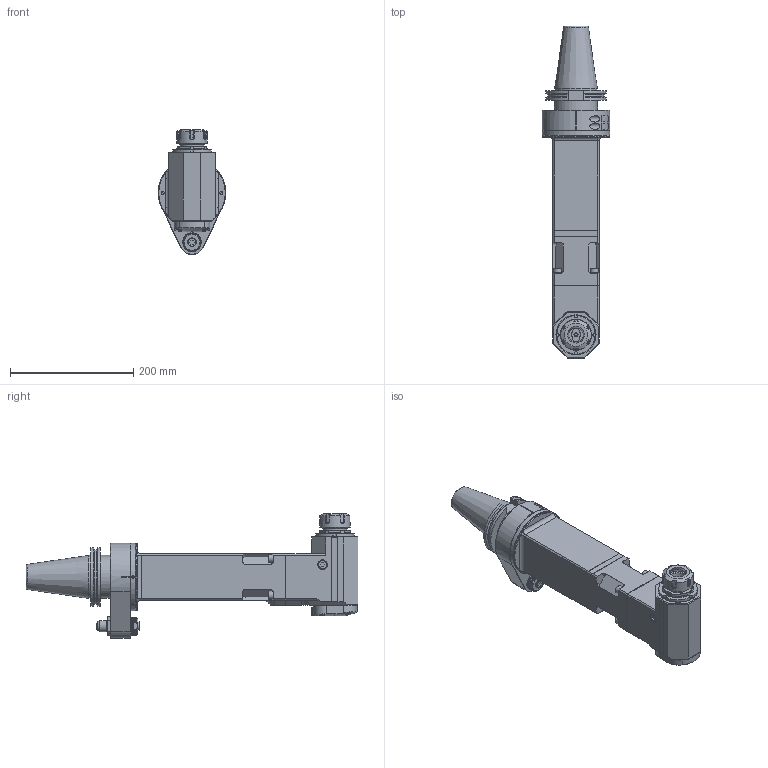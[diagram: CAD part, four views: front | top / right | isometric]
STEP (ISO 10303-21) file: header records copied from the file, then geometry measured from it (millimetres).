
FILE_DESCRIPTION(/* description */ (''),/* implementation_level */ '2;1');
FILE_NAME(/* name */ '9.G90.20LC0-332-15C50.stp',/* time_stamp */ '2025-02-17T10:04:00-05:00',/* author */ ('jkrenzer'),/* organization */ (''),/* preprocessor_version */ 'ST-DEVELOPER v18.1',/* originating_system */ 'Autodesk Inventor 2022',/* authorisation */ '');
FILE_SCHEMA (('AUTOMOTIVE_DESIGN { 1 0 10303 214 3 1 1 }'));
Products named in the file (3): 9.G90.20LC0-332-15C50; 9_GA2_458_1 (Classic, Type 2, Cat50, 80mm); G90-20LC-332
Assembly tree (2 placements, depth 2):
  9.G90.20LC0-332-15C50
    9_GA2_458_1 (Classic, Type 2, Cat50, 80mm)
    G90-20LC-332
Bounding box: 110 x 539.3 x 202.93 mm (x, y, z)
Volume: 1850430.2 mm3; surface area: 392148.9 mm2
Topology: 22 solids, 34 shells, 1622 faces, 4222 edges, 2721 vertices
Faces by surface type: plane 750, cylinder 298, bspline 290, cone 229, torus 39, sphere 16
Full cylindrical faces by diameter (mm): 1.5 x3, 2.5 x4, 3.3 x5, 4 x5, 4.2 x1, 4.5 x4, 5 x12, 6 x3, 7 x2, 7.5 x4, 8 x1, 8.5 x4, 8.8 x1, 9 x3, 9.2 x2, 10 x3, 10.5 x2, 11 x1, 12.8 x2, 13 x6, 14 x4, 15 x2, 15.2 x1, 16 x1, 17 x1, 18 x3, 19 x2, 21.96 x1, 23.5 x2, 25 x4
Entity records: 63014 total; most frequent: CARTESIAN_POINT 24287, ORIENTED_EDGE 8321, DIRECTION 7557, EDGE_CURVE 4164, VERTEX_POINT 2721, AXIS2_PLACEMENT_3D 2680, LINE 2197, VECTOR 2197
